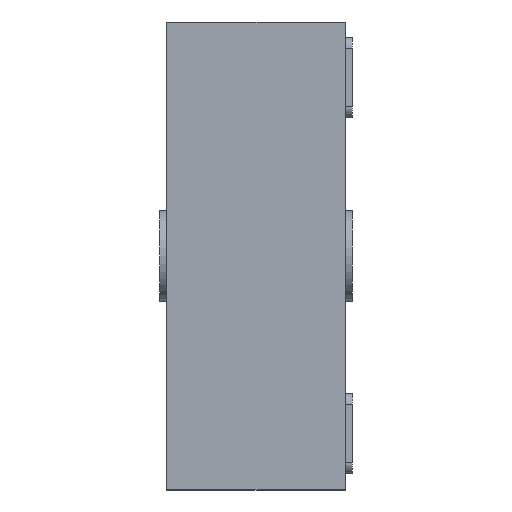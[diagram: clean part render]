
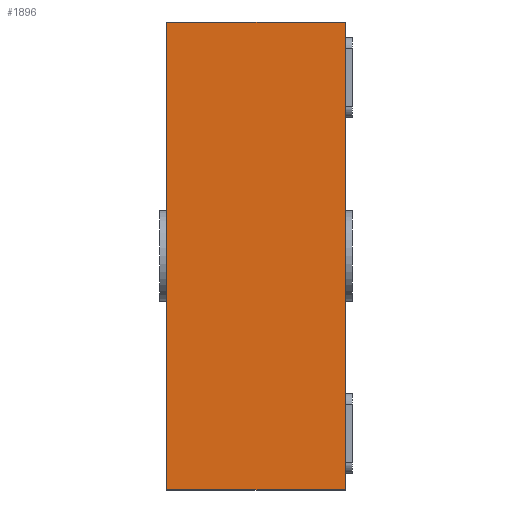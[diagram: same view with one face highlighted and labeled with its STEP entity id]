
A CAD part, left-side view. The second image highlights one B-rep face of the part: STEP entity #1896.
In plain terms, the highlighted planar face has unit normal (-1, 0, 0).
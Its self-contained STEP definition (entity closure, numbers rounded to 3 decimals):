
#4 = DIRECTION ( 'NONE',  ( 0., 0., 1. ) ) ;
#62 = EDGE_CURVE ( 'NONE', #1167, #2005, #1078, .T. ) ;
#96 = CARTESIAN_POINT ( 'NONE',  ( -1.019, 0.245, -0.644 ) ) ;
#109 = EDGE_CURVE ( 'NONE', #2505, #2005, #1939, .T. ) ;
#218 = PLANE ( 'NONE',  #1941 ) ;
#449 = DIRECTION ( 'NONE',  ( 1., 0., 0. ) ) ;
#569 = FACE_OUTER_BOUND ( 'NONE', #2078, .T. ) ;
#578 = VECTOR ( 'NONE', #4, 1000. ) ;
#691 = VECTOR ( 'NONE', #1523, 1000. ) ;
#745 = CARTESIAN_POINT ( 'NONE',  ( -1.019, -0.245, -0.644 ) ) ;
#875 = CARTESIAN_POINT ( 'NONE',  ( -1.019, -0.245, 0.644 ) ) ;
#907 = CARTESIAN_POINT ( 'NONE',  ( -1.019, 0.245, -0.644 ) ) ;
#947 = LINE ( 'NONE', #1780, #578 ) ;
#992 = CARTESIAN_POINT ( 'NONE',  ( -1.019, 0.245, 0.644 ) ) ;
#1078 = LINE ( 'NONE', #1430, #1691 ) ;
#1148 = ORIENTED_EDGE ( 'NONE', *, *, #1163, .T. ) ;
#1163 = EDGE_CURVE ( 'NONE', #1212, #1167, #1764, .T. ) ;
#1167 = VERTEX_POINT ( 'NONE', #745 ) ;
#1212 = VERTEX_POINT ( 'NONE', #96 ) ;
#1260 = DIRECTION ( 'NONE',  ( 0., 0., -1. ) ) ;
#1389 = ORIENTED_EDGE ( 'NONE', *, *, #62, .T. ) ;
#1430 = CARTESIAN_POINT ( 'NONE',  ( -1.019, -0.245, 0.644 ) ) ;
#1465 = EDGE_CURVE ( 'NONE', #1212, #2505, #947, .T. ) ;
#1523 = DIRECTION ( 'NONE',  ( 0., -1., 0. ) ) ;
#1541 = ORIENTED_EDGE ( 'NONE', *, *, #109, .F. ) ;
#1564 = DIRECTION ( 'NONE',  ( 0., -1., 0. ) ) ;
#1691 = VECTOR ( 'NONE', #2461, 1000. ) ;
#1708 = VECTOR ( 'NONE', #1564, 1000. ) ;
#1764 = LINE ( 'NONE', #907, #1708 ) ;
#1780 = CARTESIAN_POINT ( 'NONE',  ( -1.019, 0.245, 0.644 ) ) ;
#1789 = CARTESIAN_POINT ( 'NONE',  ( -1.019, 0.245, 0.644 ) ) ;
#1896 = ADVANCED_FACE ( 'NONE', ( #569 ), #218, .F. ) ;
#1915 = CARTESIAN_POINT ( 'NONE',  ( -1.019, 0.245, 0.644 ) ) ;
#1939 = LINE ( 'NONE', #1915, #691 ) ;
#1941 = AXIS2_PLACEMENT_3D ( 'NONE', #992, #449, #1260 ) ;
#2005 = VERTEX_POINT ( 'NONE', #875 ) ;
#2078 = EDGE_LOOP ( 'NONE', ( #1389, #1541, #2509, #1148 ) ) ;
#2461 = DIRECTION ( 'NONE',  ( 0., 0., 1. ) ) ;
#2505 = VERTEX_POINT ( 'NONE', #1789 ) ;
#2509 = ORIENTED_EDGE ( 'NONE', *, *, #1465, .F. ) ;
